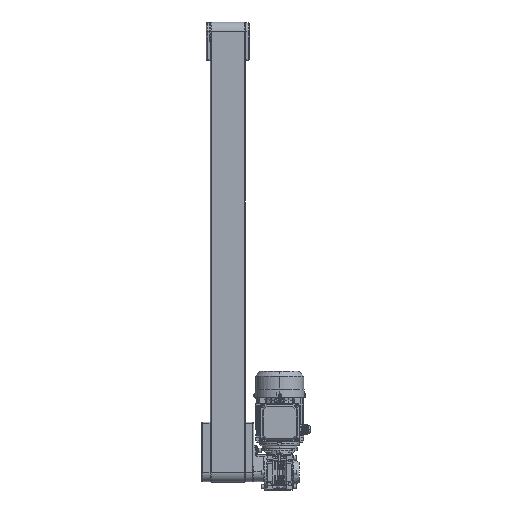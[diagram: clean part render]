
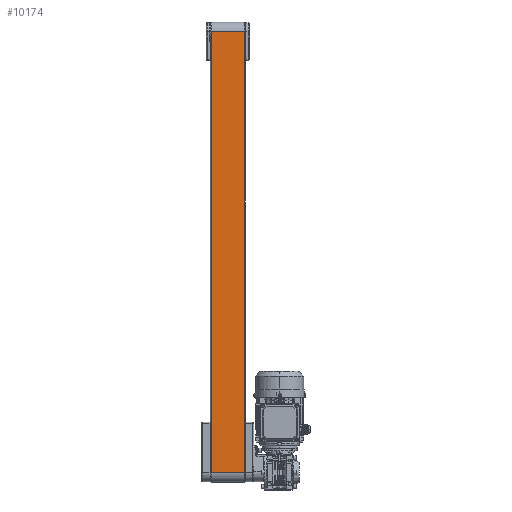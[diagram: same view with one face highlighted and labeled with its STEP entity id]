
A CAD part, front view. The second image highlights one B-rep face of the part: STEP entity #10174.
In plain terms, the highlighted planar face has unit normal (0, -1, 0).
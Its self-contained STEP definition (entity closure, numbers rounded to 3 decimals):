
#6024 = DIRECTION ( 'NONE',  ( -1., 0., 0. ) ) ;
#8923 = ORIENTED_EDGE ( 'NONE', *, *, #123075, .T. ) ;
#10174 = ADVANCED_FACE ( 'NONE', ( #41437 ), #143220, .F. ) ;
#23056 = LINE ( 'NONE', #77324, #42685 ) ;
#24675 = ORIENTED_EDGE ( 'NONE', *, *, #115991, .F. ) ;
#29573 = LINE ( 'NONE', #159899, #30578 ) ;
#30578 = VECTOR ( 'NONE', #145550, 1000. ) ;
#32787 = EDGE_LOOP ( 'NONE', ( #8923, #78595, #24675, #73674 ) ) ;
#41437 = FACE_OUTER_BOUND ( 'NONE', #32787, .T. ) ;
#41886 = VERTEX_POINT ( 'NONE', #136451 ) ;
#42685 = VECTOR ( 'NONE', #6024, 1000. ) ;
#44111 = VECTOR ( 'NONE', #183939, 1000. ) ;
#44513 = LINE ( 'NONE', #187298, #107705 ) ;
#53625 = VERTEX_POINT ( 'NONE', #162588 ) ;
#56123 = VERTEX_POINT ( 'NONE', #170153 ) ;
#59903 = AXIS2_PLACEMENT_3D ( 'NONE', #72800, #90927, #177428 ) ;
#64144 = CARTESIAN_POINT ( 'NONE',  ( 2.5, -22.282, -114.891 ) ) ;
#72800 = CARTESIAN_POINT ( 'NONE',  ( 77.5, -22.282, -114.891 ) ) ;
#73674 = ORIENTED_EDGE ( 'NONE', *, *, #82521, .T. ) ;
#77324 = CARTESIAN_POINT ( 'NONE',  ( 77.5, -22.282, -114.891 ) ) ;
#78595 = ORIENTED_EDGE ( 'NONE', *, *, #104879, .F. ) ;
#82521 = EDGE_CURVE ( 'NONE', #56123, #53625, #44513, .T. ) ;
#90927 = DIRECTION ( 'NONE',  ( 0., 1., 0. ) ) ;
#101060 = CARTESIAN_POINT ( 'NONE',  ( 77.5, -22.282, -114.891 ) ) ;
#104879 = EDGE_CURVE ( 'NONE', #125802, #41886, #23056, .T. ) ;
#107705 = VECTOR ( 'NONE', #117754, 1000. ) ;
#115991 = EDGE_CURVE ( 'NONE', #56123, #125802, #29573, .T. ) ;
#117754 = DIRECTION ( 'NONE',  ( -1., 0., 0. ) ) ;
#123075 = EDGE_CURVE ( 'NONE', #53625, #41886, #125956, .T. ) ;
#125802 = VERTEX_POINT ( 'NONE', #101060 ) ;
#125956 = LINE ( 'NONE', #64144, #44111 ) ;
#136451 = CARTESIAN_POINT ( 'NONE',  ( 2.5, -22.282, -114.891 ) ) ;
#143220 = PLANE ( 'NONE',  #59903 ) ;
#145550 = DIRECTION ( 'NONE',  ( 0., 0., -1. ) ) ;
#159899 = CARTESIAN_POINT ( 'NONE',  ( 77.5, -22.282, -114.891 ) ) ;
#162588 = CARTESIAN_POINT ( 'NONE',  ( 2.5, -22.282, 886.891 ) ) ;
#170153 = CARTESIAN_POINT ( 'NONE',  ( 77.5, -22.282, 886.891 ) ) ;
#177428 = DIRECTION ( 'NONE',  ( 0., 0., 1. ) ) ;
#183939 = DIRECTION ( 'NONE',  ( 0., 0., -1. ) ) ;
#187298 = CARTESIAN_POINT ( 'NONE',  ( 77.5, -22.282, 886.891 ) ) ;
